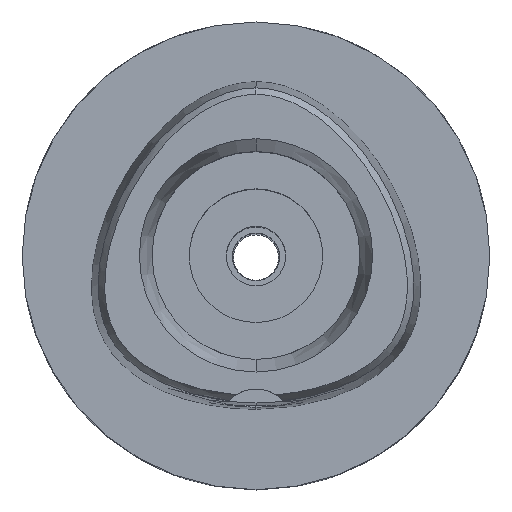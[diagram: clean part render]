
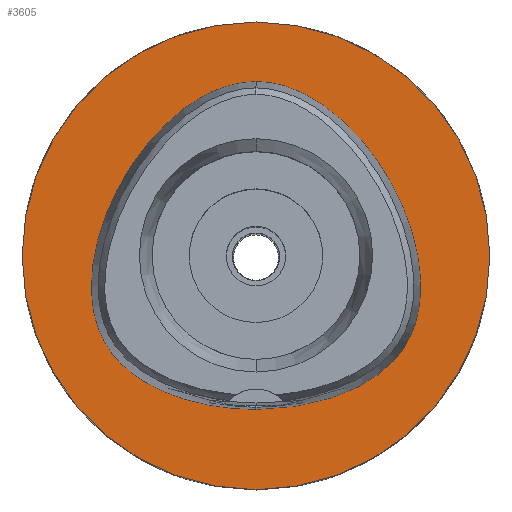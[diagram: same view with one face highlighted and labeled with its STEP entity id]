
A CAD part, top view. The second image highlights one B-rep face of the part: STEP entity #3605.
In plain terms, the highlighted planar face has unit normal (0, 0, 1).
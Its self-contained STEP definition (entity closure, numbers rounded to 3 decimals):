
#55 = FACE_OUTER_BOUND ( 'NONE', #2579, .T. ) ;
#59 = CARTESIAN_POINT ( 'NONE',  ( -18.568, -14.169, 0. ) ) ;
#85 = CARTESIAN_POINT ( 'NONE',  ( -10.746, 19.174, 0. ) ) ;
#132 = CARTESIAN_POINT ( 'NONE',  ( -19.649, -12.825, 0. ) ) ;
#139 = CARTESIAN_POINT ( 'NONE',  ( 20.932, -10.604, 0. ) ) ;
#167 = CARTESIAN_POINT ( 'NONE',  ( 21.978, -0.281, 0. ) ) ;
#235 = CARTESIAN_POINT ( 'NONE',  ( 14.408, 15.641, 0. ) ) ;
#484 = CARTESIAN_POINT ( 'NONE',  ( -14.408, 15.641, 0. ) ) ;
#537 = CARTESIAN_POINT ( 'NONE',  ( -20.749, 4.657, 0. ) ) ;
#568 = CARTESIAN_POINT ( 'NONE',  ( 0., 23.475, 0. ) ) ;
#593 = CARTESIAN_POINT ( 'NONE',  ( 2.565, 23.293, 0. ) ) ;
#839 = CARTESIAN_POINT ( 'NONE',  ( -21.555, -8.996, 0. ) ) ;
#918 = CARTESIAN_POINT ( 'NONE',  ( -2.114, -20.675, 0. ) ) ;
#949 = CARTESIAN_POINT ( 'NONE',  ( 7.571, 21.315, 0. ) ) ;
#1009 = CARTESIAN_POINT ( 'NONE',  ( 0., -20.675, 0. ) ) ;
#1019 = CARTESIAN_POINT ( 'NONE',  ( 20.35, -11.749, 0. ) ) ;
#1104 = DIRECTION ( 'NONE',  ( 0., 1., 0. ) ) ;
#1139 = CARTESIAN_POINT ( 'NONE',  ( 0., 0., 0. ) ) ;
#1215 = CARTESIAN_POINT ( 'NONE',  ( -22.057, -6.848, 0. ) ) ;
#1242 = CARTESIAN_POINT ( 'NONE',  ( -20.35, -11.749, 0. ) ) ;
#1265 = CARTESIAN_POINT ( 'NONE',  ( -7.571, 21.315, 0. ) ) ;
#1299 = CARTESIAN_POINT ( 'NONE',  ( 18.068, 10.432, 0. ) ) ;
#1345 = VERTEX_POINT ( 'NONE', #1516 ) ;
#1411 = CARTESIAN_POINT ( 'NONE',  ( 0., 0., 0. ) ) ;
#1436 = ORIENTED_EDGE ( 'NONE', *, *, #3268, .F. ) ;
#1516 = CARTESIAN_POINT ( 'NONE',  ( 0., -31.5, 0. ) ) ;
#1534 = PLANE ( 'NONE',  #4685 ) ;
#1579 = EDGE_LOOP ( 'NONE', ( #1436, #4319 ) ) ;
#1580 = CARTESIAN_POINT ( 'NONE',  ( -6.341, -20.298, 0. ) ) ;
#1592 = CIRCLE ( 'NONE', #2785, 31.5 ) ;
#1612 = CARTESIAN_POINT ( 'NONE',  ( -14.673, -17.214, 0. ) ) ;
#1658 = CARTESIAN_POINT ( 'NONE',  ( -16.959, -15.678, 0. ) ) ;
#1690 = DIRECTION ( 'NONE',  ( 0., -1., 0. ) ) ;
#1702 = ORIENTED_EDGE ( 'NONE', *, *, #2925, .F. ) ;
#1704 = EDGE_CURVE ( 'NONE', #4062, #2257, #4835, .T. ) ;
#1875 = DIRECTION ( 'NONE',  ( 0., 0., -1. ) ) ;
#2010 = CARTESIAN_POINT ( 'NONE',  ( -21.978, -0.281, 0. ) ) ;
#2059 = CARTESIAN_POINT ( 'NONE',  ( 6.341, -20.298, 0. ) ) ;
#2090 = CARTESIAN_POINT ( 'NONE',  ( 22.245, -4.1, 0. ) ) ;
#2136 = CARTESIAN_POINT ( 'NONE',  ( 0., -20.675, 0. ) ) ;
#2157 = CIRCLE ( 'NONE', #2708, 31.5 ) ;
#2160 = CARTESIAN_POINT ( 'NONE',  ( 11.233, -18.893, 0. ) ) ;
#2257 = VERTEX_POINT ( 'NONE', #4875 ) ;
#2356 = CARTESIAN_POINT ( 'NONE',  ( -0.855, 23.475, 0. ) ) ;
#2433 = EDGE_CURVE ( 'NONE', #1345, #3522, #1592, .T. ) ;
#2579 = EDGE_LOOP ( 'NONE', ( #1702, #3263 ) ) ;
#2700 = CARTESIAN_POINT ( 'NONE',  ( -11.233, -18.893, 0. ) ) ;
#2708 = AXIS2_PLACEMENT_3D ( 'NONE', #4113, #1875, #1104 ) ;
#2785 = AXIS2_PLACEMENT_3D ( 'NONE', #1411, #2917, #1690 ) ;
#2807 = CARTESIAN_POINT ( 'NONE',  ( 5.098, 22.526, 0. ) ) ;
#2900 = CARTESIAN_POINT ( 'NONE',  ( 18.568, -14.169, 0. ) ) ;
#2917 = DIRECTION ( 'NONE',  ( 0., 0., -1. ) ) ;
#2925 = EDGE_CURVE ( 'NONE', #3522, #1345, #2157, .T. ) ;
#3069 = CARTESIAN_POINT ( 'NONE',  ( -18.068, 10.432, 0. ) ) ;
#3215 = CARTESIAN_POINT ( 'NONE',  ( 2.114, -20.675, 0. ) ) ;
#3263 = ORIENTED_EDGE ( 'NONE', *, *, #2433, .F. ) ;
#3268 = EDGE_CURVE ( 'NONE', #2257, #4062, #3358, .T. ) ;
#3358 = B_SPLINE_CURVE_WITH_KNOTS ( 'NONE', 3,
 ( #3466, #2356, #4232, #3523, #1265, #85, #484, #3069, #537, #2010, #4302, #1215, #839, #3907, #1242, #132, #59, #1658, #1612, #2700, #1580, #918, #4576 ),
 .UNSPECIFIED., .F., .F.,
 ( 4, 1, 1, 1, 1, 1, 1, 1, 1, 1, 1, 1, 1, 1, 1, 1, 1, 1, 1, 1, 4 ),
 ( 0., 0.042, 0.083, 0.125, 0.167, 0.25, 0.333, 0.417, 0.5, 0.542, 0.583, 0.625, 0.646, 0.667, 0.688, 0.708, 0.75, 0.792, 0.833, 0.917, 1. ),
 .UNSPECIFIED. ) ;
#3466 = CARTESIAN_POINT ( 'NONE',  ( 0., 23.475, 0. ) ) ;
#3484 = DIRECTION ( 'NONE',  ( 0., -1., 0. ) ) ;
#3522 = VERTEX_POINT ( 'NONE', #4889 ) ;
#3523 = CARTESIAN_POINT ( 'NONE',  ( -5.098, 22.526, 0. ) ) ;
#3576 = CARTESIAN_POINT ( 'NONE',  ( 16.959, -15.678, 0. ) ) ;
#3602 = CARTESIAN_POINT ( 'NONE',  ( 21.555, -8.996, 0. ) ) ;
#3605 = ADVANCED_FACE ( 'NONE', ( #55, #4524 ), #1534, .F. ) ;
#3643 = CARTESIAN_POINT ( 'NONE',  ( 14.673, -17.214, 0. ) ) ;
#3907 = CARTESIAN_POINT ( 'NONE',  ( -20.932, -10.604, 0. ) ) ;
#3935 = CARTESIAN_POINT ( 'NONE',  ( 22.057, -6.848, 0. ) ) ;
#3987 = CARTESIAN_POINT ( 'NONE',  ( 10.746, 19.174, 0. ) ) ;
#4062 = VERTEX_POINT ( 'NONE', #1009 ) ;
#4113 = CARTESIAN_POINT ( 'NONE',  ( 0., 0., 0. ) ) ;
#4198 = DIRECTION ( 'NONE',  ( 0., 0., -1. ) ) ;
#4232 = CARTESIAN_POINT ( 'NONE',  ( -2.565, 23.293, 0. ) ) ;
#4302 = CARTESIAN_POINT ( 'NONE',  ( -22.245, -4.1, 0. ) ) ;
#4309 = CARTESIAN_POINT ( 'NONE',  ( 0.855, 23.475, 0. ) ) ;
#4319 = ORIENTED_EDGE ( 'NONE', *, *, #1704, .F. ) ;
#4382 = CARTESIAN_POINT ( 'NONE',  ( 20.749, 4.657, 0. ) ) ;
#4524 = FACE_BOUND ( 'NONE', #1579, .T. ) ;
#4576 = CARTESIAN_POINT ( 'NONE',  ( 0., -20.675, 0. ) ) ;
#4685 = AXIS2_PLACEMENT_3D ( 'NONE', #1139, #4198, #3484 ) ;
#4703 = CARTESIAN_POINT ( 'NONE',  ( 19.649, -12.825, 0. ) ) ;
#4835 = B_SPLINE_CURVE_WITH_KNOTS ( 'NONE', 3,
 ( #2136, #3215, #2059, #2160, #3643, #3576, #2900, #4703, #1019, #139, #3602, #3935, #2090, #167, #4382, #1299, #235, #3987, #949, #2807, #593, #4309, #568 ),
 .UNSPECIFIED., .F., .F.,
 ( 4, 1, 1, 1, 1, 1, 1, 1, 1, 1, 1, 1, 1, 1, 1, 1, 1, 1, 1, 1, 4 ),
 ( 0., 0.083, 0.167, 0.208, 0.25, 0.292, 0.313, 0.333, 0.354, 0.375, 0.417, 0.458, 0.5, 0.583, 0.667, 0.75, 0.833, 0.875, 0.917, 0.958, 1. ),
 .UNSPECIFIED. ) ;
#4875 = CARTESIAN_POINT ( 'NONE',  ( 0., 23.475, 0. ) ) ;
#4889 = CARTESIAN_POINT ( 'NONE',  ( 0., 31.5, 0. ) ) ;
